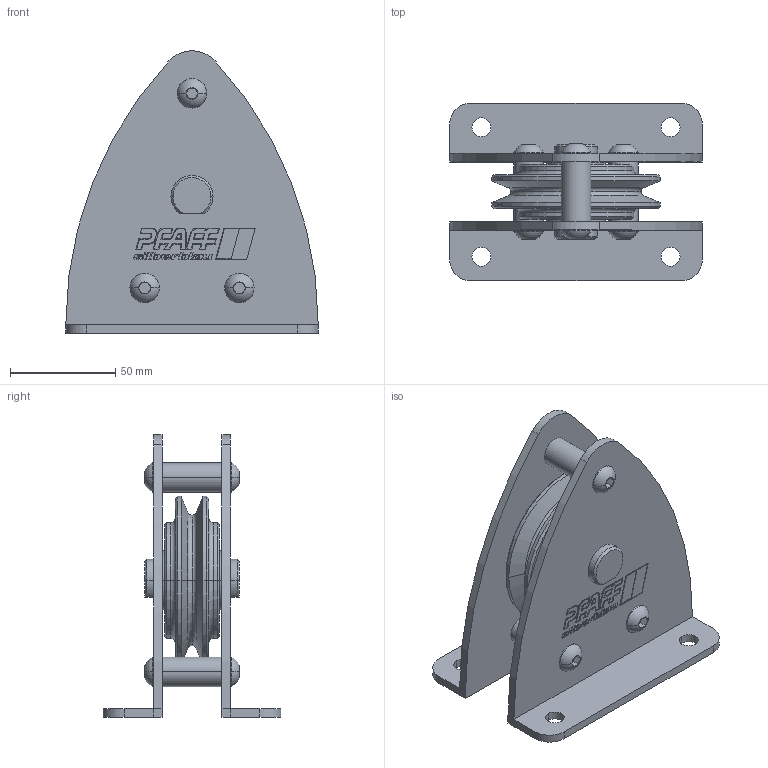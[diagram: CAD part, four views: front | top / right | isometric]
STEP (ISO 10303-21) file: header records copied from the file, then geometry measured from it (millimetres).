
FILE_DESCRIPTION(('STEP AP214'),'1');
FILE_NAME('cctmp_9C4EB896-4ACD-4056-98C9-EDFAA97E435A_2021_10_04_15_47_33_0042..stp','2021-10-04T13:47:33',('COLUMBUS McKINNON Engineered Products GmbH'),('CADClick - www.CADClick.com'),'Spatial InterOp 3D',' ','unknown authorization');
FILE_SCHEMA(('AUTOMOTIVE_DESIGN'));
Length unit declared in the file: millimetre
Products named in the file (1): Drahtseilrollenbock
Bounding box: 120 x 84.5 x 134.22 mm (x, y, z)
Volume: 213714 mm3; surface area: 92532.1 mm2
Topology: 1 solids, 10 shells, 658 faces, 1853 edges, 1172 vertices
Faces by surface type: plane 318, cylinder 214, torus 64, sphere 32, cone 30
Entity records: 29267 total; most frequent: CARTESIAN_POINT 7156, ORIENTED_EDGE 3578, DIRECTION 3491, EDGE_CURVE 1789, AXIS2_PLACEMENT_3D 1295, VERTEX_POINT 1172, LINE 901, VECTOR 901
